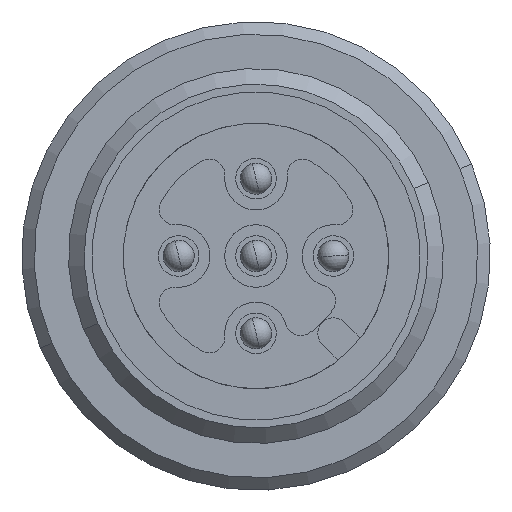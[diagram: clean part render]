
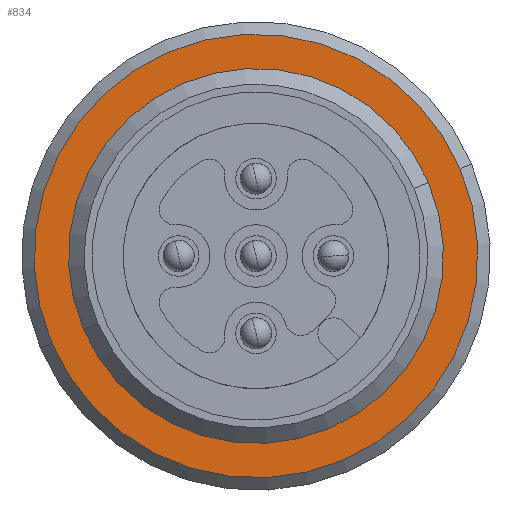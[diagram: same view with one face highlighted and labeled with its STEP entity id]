
A CAD part, front view. The second image highlights one B-rep face of the part: STEP entity #834.
In plain terms, the highlighted planar face has unit normal (0, -1, 0).
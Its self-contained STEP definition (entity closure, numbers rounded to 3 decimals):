
#784=PLANE('',#3913);
#834=ADVANCED_FACE('',(#1155,#1156),#784,.F.);
#1155=FACE_BOUND('',#1201,.T.);
#1156=FACE_BOUND('',#1202,.T.);
#1201=EDGE_LOOP('',(#1458,#1459));
#1202=EDGE_LOOP('',(#1460,#1461));
#1458=ORIENTED_EDGE('',*,*,#3001,.T.);
#1459=ORIENTED_EDGE('',*,*,#2998,.T.);
#1460=ORIENTED_EDGE('',*,*,#3002,.T.);
#1461=ORIENTED_EDGE('',*,*,#3003,.T.);
#2612=VERTEX_POINT('',#5676);
#2613=VERTEX_POINT('',#5678);
#2614=VERTEX_POINT('',#5685);
#2615=VERTEX_POINT('',#5686);
#2998=EDGE_CURVE('',#2613,#2612,#3576,.T.);
#3001=EDGE_CURVE('',#2612,#2613,#3578,.T.);
#3002=EDGE_CURVE('',#2614,#2615,#3579,.T.);
#3003=EDGE_CURVE('',#2615,#2614,#3580,.T.);
#3576=CIRCLE('',#3906,7.1);
#3578=CIRCLE('',#3909,7.1);
#3579=CIRCLE('',#3911,6.);
#3580=CIRCLE('',#3912,6.);
#3906=AXIS2_PLACEMENT_3D('',#5677,#4458,#4459);
#3909=AXIS2_PLACEMENT_3D('',#5682,#4465,#4466);
#3911=AXIS2_PLACEMENT_3D('',#5684,#4469,#4470);
#3912=AXIS2_PLACEMENT_3D('',#5687,#4471,#4472);
#3913=AXIS2_PLACEMENT_3D('',#5688,#4473,#4474);
#4458=DIRECTION('',(0.,-1.,0.));
#4459=DIRECTION('',(0.919,0.,0.393));
#4465=DIRECTION('',(0.,-1.,0.));
#4466=DIRECTION('',(-0.919,0.,-0.393));
#4469=DIRECTION('',(0.,1.,0.));
#4470=DIRECTION('',(0.919,0.,0.393));
#4471=DIRECTION('',(0.,1.,0.));
#4472=DIRECTION('',(-0.919,0.,-0.393));
#4473=DIRECTION('',(0.,1.,0.));
#4474=DIRECTION('',(-0.919,0.,-0.393));
#5676=CARTESIAN_POINT('',(-6.528,9.2,-2.792));
#5677=CARTESIAN_POINT('',(0.,9.2,0.));
#5678=CARTESIAN_POINT('',(6.528,9.2,2.792));
#5682=CARTESIAN_POINT('',(0.,9.2,0.));
#5684=CARTESIAN_POINT('',(0.,9.2,0.));
#5685=CARTESIAN_POINT('',(5.517,9.2,2.359));
#5686=CARTESIAN_POINT('',(-5.517,9.2,-2.359));
#5687=CARTESIAN_POINT('',(0.,9.2,0.));
#5688=CARTESIAN_POINT('',(-2.359,9.2,5.517));
